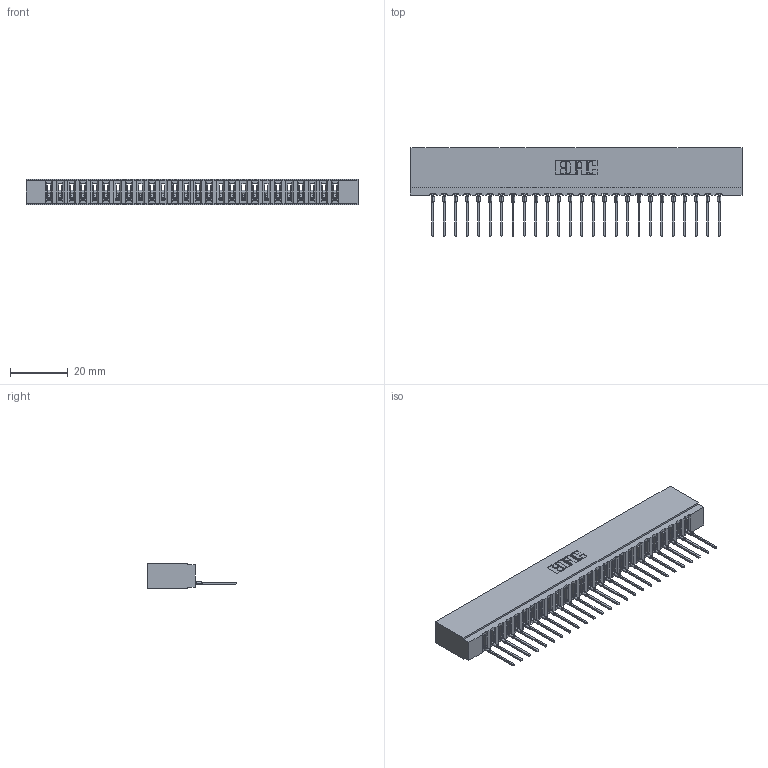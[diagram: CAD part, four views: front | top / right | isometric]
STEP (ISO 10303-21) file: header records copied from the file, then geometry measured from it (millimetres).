
FILE_DESCRIPTION (( 'STEP AP203' ), '1' );
FILE_NAME ('737-026-545-101.STEP', '2020-09-10T22:34:23', ( '' ), ( '' ), 'SwSTEP 2.0', 'SolidWorks 2020', '' );
FILE_SCHEMA (( 'CONFIG_CONTROL_DESIGN' ));
Length unit declared in the file: inch
Products named in the file (3): 745-292-001_545; 737 Part_Insulator Option - 01; 737-026-545-101
Assembly tree (27 placements, depth 2):
  737-026-545-101
    737 Part_Insulator Option - 01
    745-292-001_545  x26
Bounding box: 114.86 x 30.62 x 8.89 mm (x, y, z)
Volume: 11290.8 mm3; surface area: 15292.2 mm2
Topology: 27 solids, 27 shells, 3032 faces, 8341 edges, 5266 vertices
Faces by surface type: plane 1822, cylinder 534, bspline 520, torus 156
Entity records: 45955 total; most frequent: CARTESIAN_POINT 8603, ORIENTED_EDGE 8032, DIRECTION 6972, EDGE_CURVE 4016, LINE 3678, VECTOR 3678, VERTEX_POINT 2566, AXIS2_PLACEMENT_3D 1647
